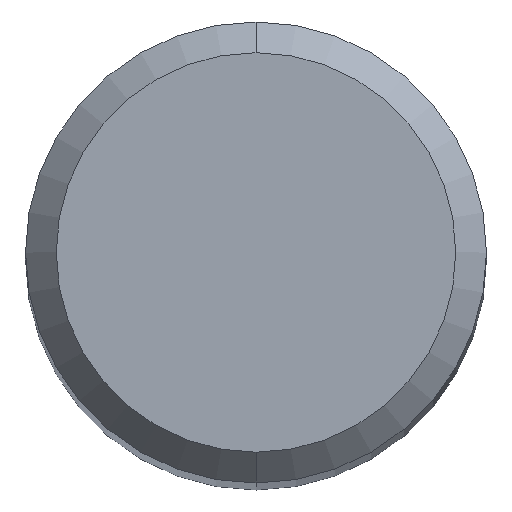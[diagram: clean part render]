
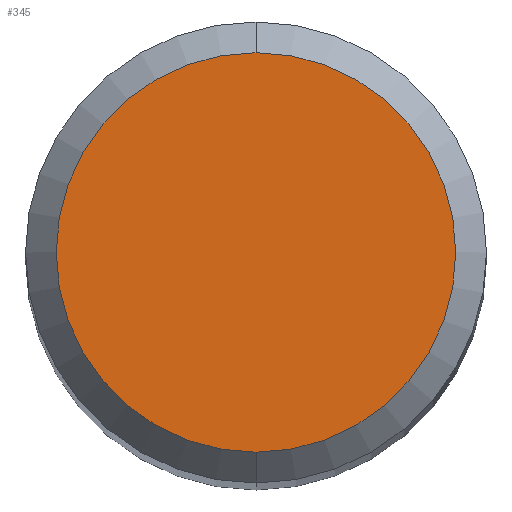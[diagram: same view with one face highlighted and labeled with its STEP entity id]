
A CAD part, top view. The second image highlights one B-rep face of the part: STEP entity #345.
In plain terms, the highlighted planar face has unit normal (0, 0, 1).
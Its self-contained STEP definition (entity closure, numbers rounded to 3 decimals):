
#191=EDGE_CURVE('',#361,#279,#498,.T.);
#255=EDGE_CURVE('',#279,#361,#569,.T.);
#279=VERTEX_POINT('',#593);
#345=ADVANCED_FACE('',(#666),#667,.T.);
#361=VERTEX_POINT('',#684);
#498=CIRCLE('',#862,2.6);
#569=CIRCLE('',#1000,2.6);
#593=CARTESIAN_POINT('',(0.0,2.6,0.0));
#666=FACE_OUTER_BOUND('',#1237,.T.);
#667=PLANE('',#1238);
#684=CARTESIAN_POINT('',(0.,-2.6,0.0));
#862=AXIS2_PLACEMENT_3D('',#1451,#1452,#1453);
#1000=AXIS2_PLACEMENT_3D('',#1530,#1531,#1532);
#1237=EDGE_LOOP('',(#1634,#1635));
#1238=AXIS2_PLACEMENT_3D('',#1636,#1637,#1638);
#1451=CARTESIAN_POINT('',(0.0,0.0,0.0));
#1452=DIRECTION('',(0.0,0.0,-1.0));
#1453=DIRECTION('',(0.0,1.0,0.0));
#1530=CARTESIAN_POINT('',(0.0,0.0,0.0));
#1531=DIRECTION('',(0.0,0.0,-1.0));
#1532=DIRECTION('',(0.0,1.0,0.0));
#1634=ORIENTED_EDGE('',*,*,#255,.F.);
#1635=ORIENTED_EDGE('',*,*,#191,.F.);
#1636=CARTESIAN_POINT('',(0.0,1.3,0.0));
#1637=DIRECTION('',(-0.0,0.0,1.0));
#1638=DIRECTION('',(0.0,-1.0,0.0));
